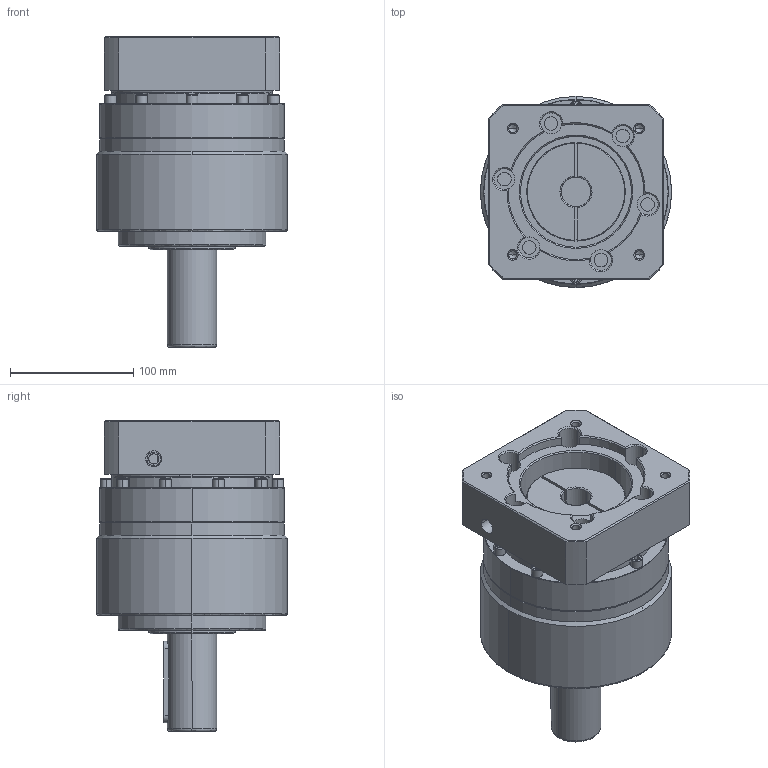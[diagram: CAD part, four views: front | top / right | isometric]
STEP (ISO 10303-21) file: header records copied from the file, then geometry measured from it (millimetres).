
FILE_DESCRIPTION (( 'STEP AP214' ), '1' );
FILE_NAME ('PE155-L1-24-110-145M8.STEP', '2024-01-06T05:27:48', ( 'admin' ), ( '' ), 'SwSTEP 2.0', 'SolidWorks 2013', '' );
FILE_SCHEMA (( 'AUTOMOTIVE_DESIGN' ));
Length unit declared in the file: millimetre
Products named in the file (4): PB142-110-145M8; PE155-L1-24-110-145M8; PE155_X2_8F9351FA7AEF_X0_; PB142_X2_58F34F537AEF_X0_
Assembly tree (3 placements, depth 2):
  PE155-L1-24-110-145M8
    PB142_X2_58F34F537AEF_X0_
    PB142-110-145M8
    PE155_X2_8F9351FA7AEF_X0_
Bounding box: 155 x 155 x 252 mm (x, y, z)
Volume: 2841041.2 mm3; surface area: 255758.9 mm2
Topology: 3 solids, 3 shells, 534 faces, 1306 edges, 778 vertices
Faces by surface type: cylinder 202, cone 172, plane 129, bspline 31
Entity records: 22760 total; most frequent: CARTESIAN_POINT 4402, DIRECTION 2704, ORIENTED_EDGE 2472, EDGE_CURVE 1236, AXIS2_PLACEMENT_3D 1062, VERTEX_POINT 778, EDGE_LOOP 630, VECTOR 580
